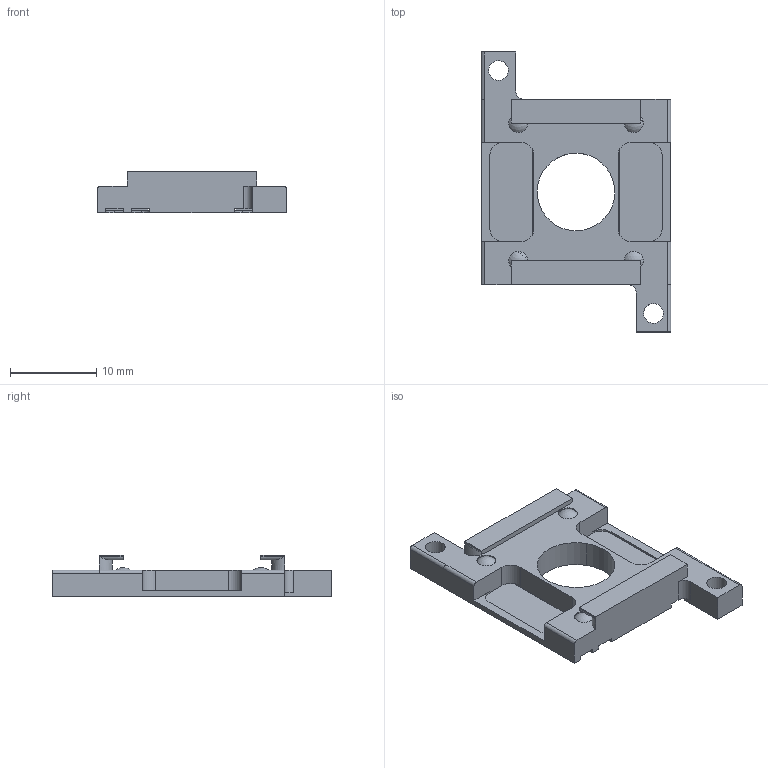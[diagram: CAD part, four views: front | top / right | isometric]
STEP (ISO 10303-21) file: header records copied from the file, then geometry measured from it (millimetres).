
FILE_DESCRIPTION(('CATIA V5 STEP Exchange'),'2;1');
FILE_NAME('RECOMHTR1001S.stp','2014-03-07T08:37:03+00:00',('none'),('none'),'CATIA Version 5 Release 20 SP 7 (IN-10)','CATIA V5 STEP AP214','none');
FILE_SCHEMA(('AUTOMOTIVE_DESIGN { 1 0 10303 214 1 1 1 1 }'));
Length unit declared in the file: millimetre
Products named in the file (4): RECOMHTR1001S; 1193; 41002; 41008
Assembly tree (7 placements, depth 2):
  RECOMHTR1001S
    1193  x4
    41002  x2
    41008
Bounding box: 22 x 32.5 x 4.85 mm (x, y, z)
Volume: 1050.8 mm3; surface area: 2122.5 mm2
Topology: 7 solids, 7 shells, 136 faces, 400 edges, 254 vertices
Faces by surface type: plane 64, cylinder 56, sphere 8, cone 8
Entity records: 4052 total; most frequent: ORIENTED_EDGE 732, CARTESIAN_POINT 727, DIRECTION 564, EDGE_CURVE 366, VECTOR 254, LINE 254, VERTEX_POINT 240, AXIS2_PLACEMENT_3D 209
